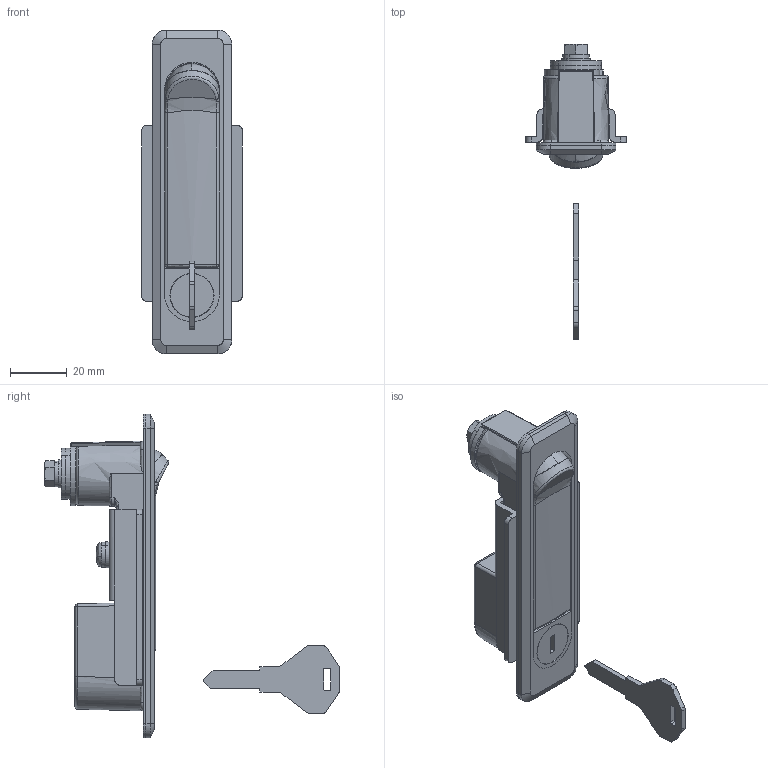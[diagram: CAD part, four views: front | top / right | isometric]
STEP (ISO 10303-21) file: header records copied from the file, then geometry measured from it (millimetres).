
FILE_DESCRIPTION((''),'2;1');
FILE_NAME('','2011-04-26T15:30:49',(''),(''),'','CADfix','');
FILE_SCHEMA(('AUTOMOTIVE_DESIGN { 1 0 10303 214 1 1 1 1 }'));
Length unit declared in the file: millimetre
Bounding box: 35.5 x 103.8 x 114 mm (x, y, z)
Volume: 45843.1 mm3; surface area: 38109 mm2
Topology: 12 solids, 12 shells, 480 faces, 1421 edges, 986 vertices
Faces by surface type: bspline 480
Entity records: 20849 total; most frequent: CARTESIAN_POINT 12094, ORIENTED_EDGE 2838, EDGE_CURVE 1419, VERTEX_POINT 986, QUASI_UNIFORM_CURVE 742, B_SPLINE_CURVE_WITH_KNOTS 667, EDGE_LOOP 523, FACE_OUTER_BOUND 480
